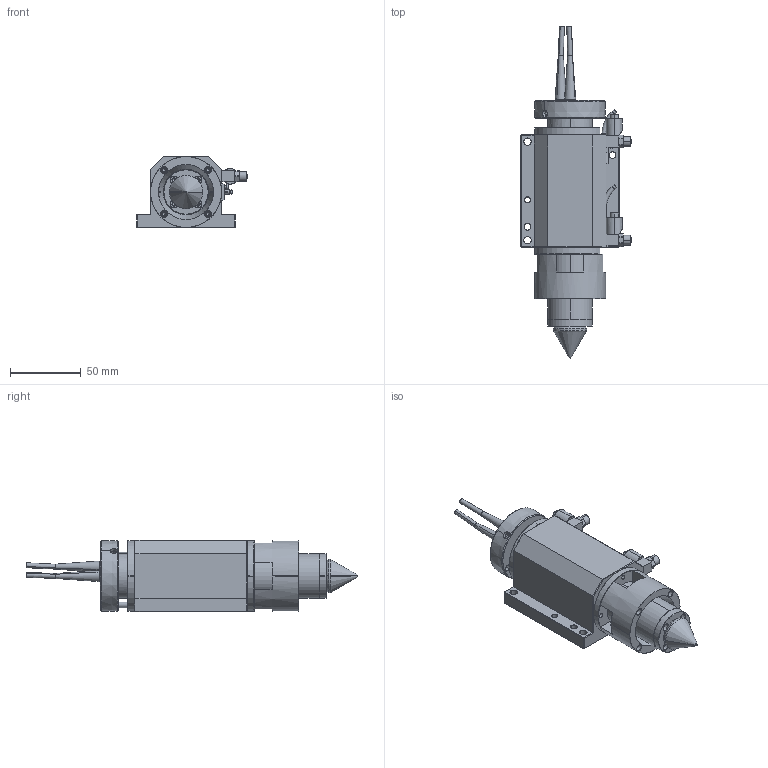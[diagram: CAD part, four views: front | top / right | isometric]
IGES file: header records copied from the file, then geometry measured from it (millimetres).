
Start section: SolidWorks IGES file using analytic representation for surfaces
Global section: file name: AP110.IGS; native system: SolidWorks 2007; preprocessor: SolidWorks 2007; author: tmiller; date: 080916.084043; units: inch
Bounding box: 78.26 x 235.25 x 50.8 mm (x, y, z)
Surface area: 125734.4 mm2 (no closed solid volume)
Topology: 0 solids, 0 shells, 873 faces, 9560 edges, 9507 vertices
Faces by surface type: revolution 572, bspline 301
